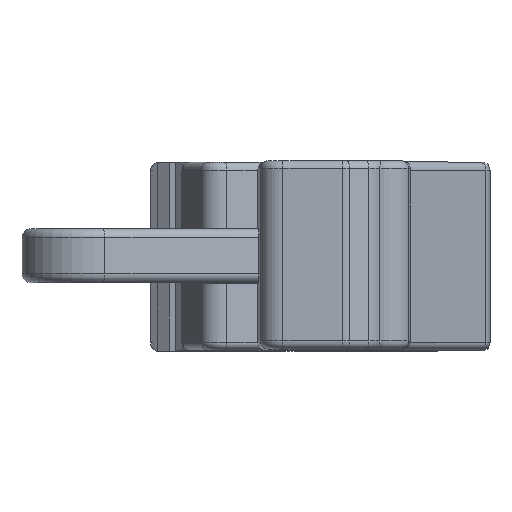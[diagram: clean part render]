
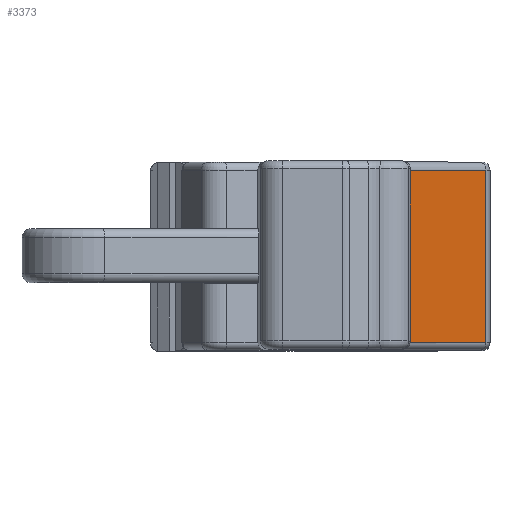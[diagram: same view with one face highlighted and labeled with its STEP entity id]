
A CAD part, top view. The second image highlights one B-rep face of the part: STEP entity #3373.
In plain terms, the highlighted planar face has unit normal (0.794, 0, 0.608).
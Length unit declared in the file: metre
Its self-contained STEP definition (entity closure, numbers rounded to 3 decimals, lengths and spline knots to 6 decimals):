
#1213=ORIENTED_EDGE('',*,*,#1824,.F.);
#1214=ORIENTED_EDGE('',*,*,#1823,.F.);
#1215=ORIENTED_EDGE('',*,*,#1659,.F.);
#1216=ORIENTED_EDGE('',*,*,#1825,.F.);
#1659=EDGE_CURVE('',#2065,#2063,#2365,.T.);
#1823=EDGE_CURVE('',#2063,#2167,#2440,.T.);
#1824=EDGE_CURVE('',#2167,#2168,#2441,.T.);
#1825=EDGE_CURVE('',#2168,#2065,#2442,.T.);
#2063=VERTEX_POINT('',#5541);
#2065=VERTEX_POINT('',#5547);
#2167=VERTEX_POINT('',#5877);
#2168=VERTEX_POINT('',#5881);
#2365=LINE('',#5548,#2643);
#2440=LINE('',#5878,#2718);
#2441=LINE('',#5880,#2719);
#2442=LINE('',#5882,#2720);
#2643=VECTOR('',#4413,1.);
#2718=VECTOR('',#4784,1.);
#2719=VECTOR('',#4787,1.);
#2720=VECTOR('',#4788,1.);
#2900=EDGE_LOOP('',(#1213,#1214,#1215,#1216));
#3106=FACE_BOUND('',#2900,.T.);
#3209=PLANE('',#3766);
#3373=ADVANCED_FACE('',(#3106),#3209,.T.);
#3766=AXIS2_PLACEMENT_3D('',#5879,#4785,#4786);
#4413=DIRECTION('',(-0.608,0.,0.794));
#4784=DIRECTION('',(0.,1.,0.));
#4785=DIRECTION('',(0.794,0.,0.608));
#4786=DIRECTION('',(0.608,0.,-0.794));
#4787=DIRECTION('',(0.608,0.,-0.794));
#4788=DIRECTION('',(0.,-1.,0.));
#5541=CARTESIAN_POINT('',(1.631643,-0.167,0.964768));
#5547=CARTESIAN_POINT('',(1.658916,-0.167,0.929135));
#5548=CARTESIAN_POINT('',(1.627125,-0.167,0.970672));
#5877=CARTESIAN_POINT('',(1.631643,-0.114,0.964768));
#5878=CARTESIAN_POINT('',(1.631643,-0.1405,0.964768));
#5879=CARTESIAN_POINT('',(1.630408,-0.1405,0.966382));
#5880=CARTESIAN_POINT('',(1.627125,-0.114,0.970672));
#5881=CARTESIAN_POINT('',(1.658916,-0.114,0.929135));
#5882=CARTESIAN_POINT('',(1.658916,-0.1405,0.929135));
